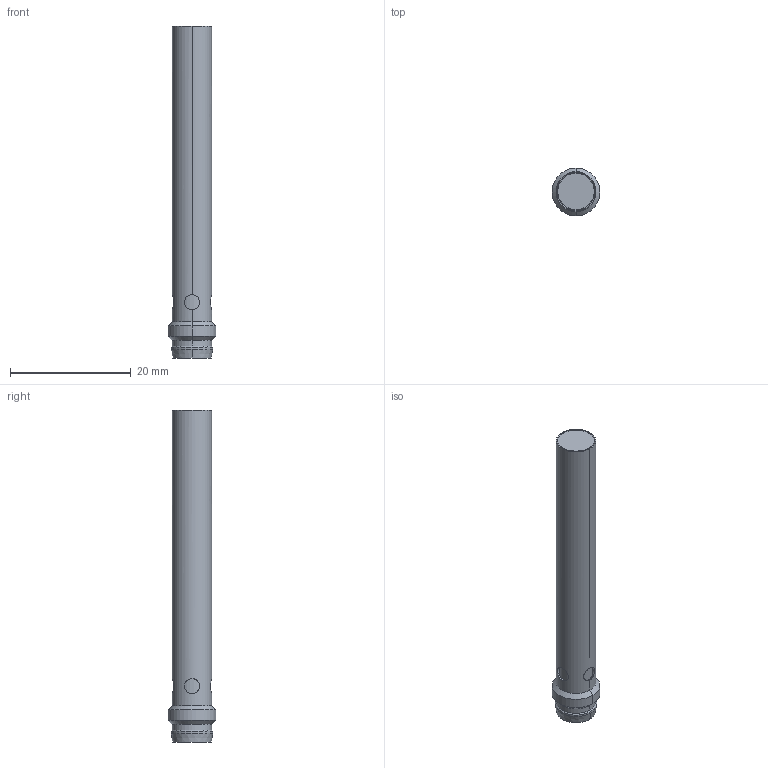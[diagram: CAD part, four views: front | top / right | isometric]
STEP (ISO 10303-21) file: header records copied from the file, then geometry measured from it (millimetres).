
FILE_DESCRIPTION((''),'2;1');
FILE_NAME('DM_CAD-6062_03ADQ3_25_ASM','2018-10-10T',('creinig-se'),(''),'PRO/ENGINEER BY PARAMETRIC TECHNOLOGY CORPORATION, 2015440','PRO/ENGINEER BY PARAMETRIC TECHNOLOGY CORPORATION, 2015440','');
FILE_SCHEMA(('CONFIG_CONTROL_DESIGN'));
Length unit declared in the file: millimetre
Products named in the file (4): DM_CAD-6049_04BTT5; DM_CAD-6062_04D8X4_25; DM_CAD-6058_04D7G9; DM_CAD-6062_03ADQ3_25_ASM
Assembly tree (3 placements, depth 2):
  DM_CAD-6062_03ADQ3_25_ASM
    DM_CAD-6049_04BTT5
    DM_CAD-6062_04D8X4_25
    DM_CAD-6058_04D7G9
Bounding box: 7.92 x 7.92 x 55 mm (x, y, z)
Volume: 1706.6 mm3; surface area: 1994.9 mm2
Topology: 3 solids, 3 shells, 99 faces, 291 edges, 217 vertices
Faces by surface type: cylinder 44, cone 34, plane 11, sphere 6, torus 4
Entity records: 4485 total; most frequent: CARTESIAN_POINT 771, DIRECTION 621, ORIENTED_EDGE 432, PRESENTATION_STYLE_ASSIGNMENT 306, STYLED_ITEM 306, CURVE_STYLE 297, AXIS2_PLACEMENT_3D 243, EDGE_CURVE 216
